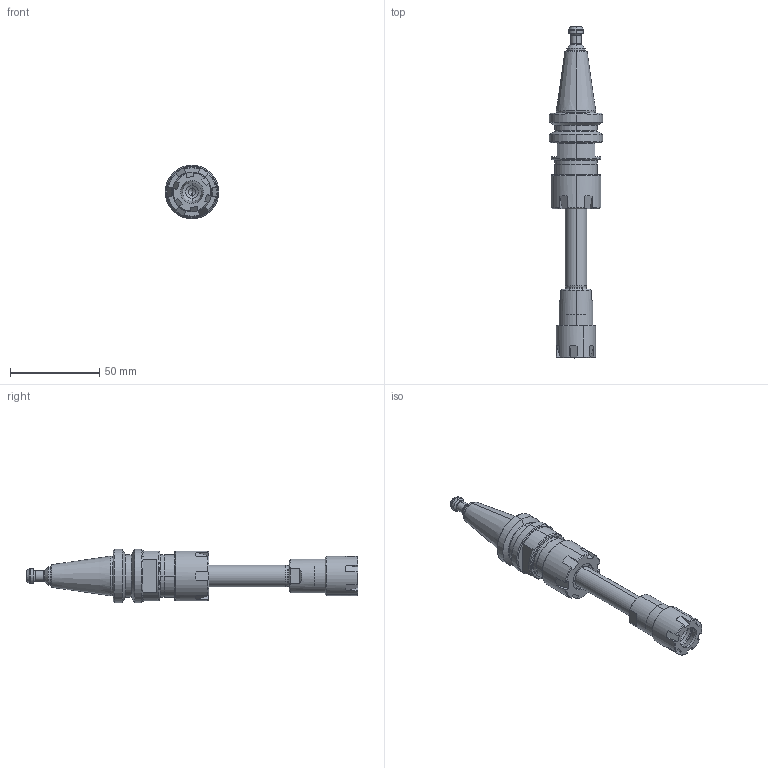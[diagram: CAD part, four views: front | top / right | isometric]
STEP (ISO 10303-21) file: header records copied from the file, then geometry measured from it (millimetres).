
FILE_DESCRIPTION(('HOOPS Exchange Step'),'2;1');
FILE_NAME('export-D874CDFB-0BBC-4462-9254-CA64611AE26E.stp','2023-12-09T11:57:28+01:00',('Engineering'),('Alibre'),'HOOPS Exchange 2021.0','Alibre','Unknown authorisation');
FILE_SCHEMA( ('AP242_MANAGED_MODEL_BASED_3D_ENGINEERING_MIM_LF {1 0 10303 442 1 1 4 }') );
Length unit declared in the file: millimetre
Products named in the file (8): 4994-1; 4994-2; 4994 ISO20 ER20 L=55mm Toolholder+Pullstud; 4587 Single ER 20 Collet 12.00mm Swiss Quality; 6406-1 CYL 12 x 080 - ERM16  Cylindrical shank colletholders SHAFT; 6406-2 CYL 12 x 080 - ERM16  Cylindrical shank colletholders ERM16 NUT; 6406 CYL 12 x 080 - ERM16  Cylindrical shank colletholder; Example Extension Assembly 4501 and 6406
Assembly tree (7 placements, depth 3):
  Example Extension Assembly 4501 and 6406
    4994 ISO20 ER20 L=55mm Toolholder+Pullstud
      4994-1
      4994-2
    4587 Single ER 20 Collet 12.00mm Swiss Quality
    6406 CYL 12 x 080 - ERM16  Cylindrical shank colletholder
      6406-1 CYL 12 x 080 - ERM16  Cylindrical shank colletholders SHAFT
      6406-2 CYL 12 x 080 - ERM16  Cylindrical shank colletholders ERM16 NUT
Bounding box: 30 x 185.9 x 30 mm (x, y, z)
Volume: 46491.7 mm3; surface area: 27939.3 mm2
Topology: 5 solids, 5 shells, 427 faces, 1144 edges, 732 vertices
Faces by surface type: plane 150, torus 111, cone 98, cylinder 68
Entity records: 14402 total; most frequent: CARTESIAN_POINT 3360, DIRECTION 2362, ORIENTED_EDGE 2284, EDGE_CURVE 1142, AXIS2_PLACEMENT_3D 982, VERTEX_POINT 732, CIRCLE 518, EDGE_LOOP 442
